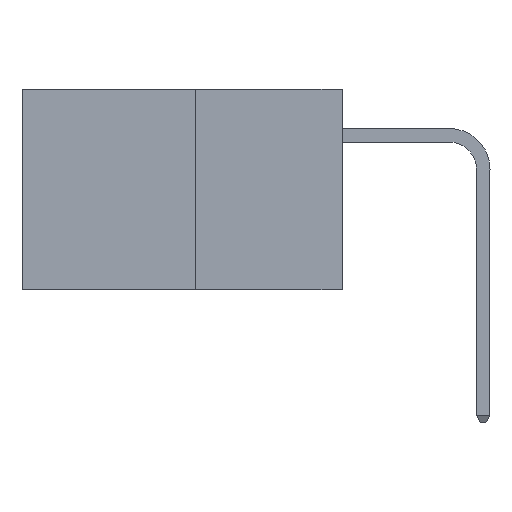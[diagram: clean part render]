
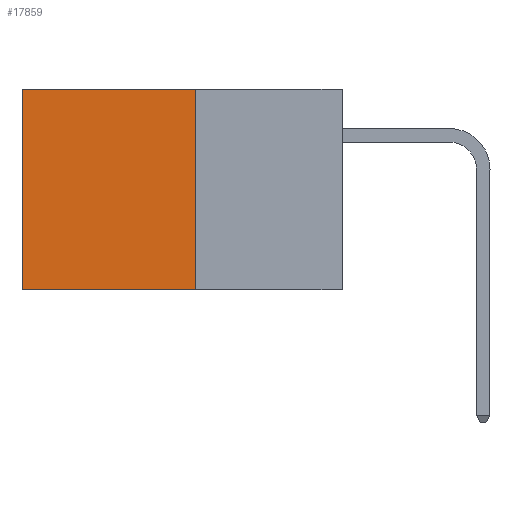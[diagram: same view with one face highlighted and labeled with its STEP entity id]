
A CAD part, left-side view. The second image highlights one B-rep face of the part: STEP entity #17859.
In plain terms, the highlighted planar face has unit normal (-1, 0, 0).
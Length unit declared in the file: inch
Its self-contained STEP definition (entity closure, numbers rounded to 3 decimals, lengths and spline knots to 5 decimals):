
#309 = ORIENTED_EDGE ( 'NONE', *, *, #9730, .T. ) ;
#535 = ORIENTED_EDGE ( 'NONE', *, *, #681, .F. ) ;
#681 = EDGE_CURVE ( 'NONE', #1545, #17689, #1865, .T. ) ;
#768 = FACE_OUTER_BOUND ( 'NONE', #17294, .T. ) ;
#778 = CARTESIAN_POINT ( 'NONE',  ( 0.277, 0.27, -0.37 ) ) ;
#1545 = VERTEX_POINT ( 'NONE', #15183 ) ;
#1865 = LINE ( 'NONE', #4162, #2332 ) ;
#1966 = LINE ( 'NONE', #14230, #17629 ) ;
#2244 = VECTOR ( 'NONE', #11076, 39.37008 ) ;
#2332 = VECTOR ( 'NONE', #4098, 39.37008 ) ;
#2636 = VECTOR ( 'NONE', #8360, 39.37008 ) ;
#4098 = DIRECTION ( 'NONE',  ( 0., 1., 0. ) ) ;
#4162 = CARTESIAN_POINT ( 'NONE',  ( 0.277, 0.27, -0.37 ) ) ;
#4637 = CARTESIAN_POINT ( 'NONE',  ( 0.277, 0.27, 0. ) ) ;
#5680 = EDGE_CURVE ( 'NONE', #14909, #1545, #6181, .T. ) ;
#6181 = LINE ( 'NONE', #778, #2244 ) ;
#7171 = DIRECTION ( 'NONE',  ( 0., 0., -1. ) ) ;
#7848 = EDGE_CURVE ( 'NONE', #14909, #16635, #9059, .T. ) ;
#8360 = DIRECTION ( 'NONE',  ( 0., 1., 0. ) ) ;
#8552 = CARTESIAN_POINT ( 'NONE',  ( 0.277, 0.59, 0. ) ) ;
#9059 = LINE ( 'NONE', #17190, #2636 ) ;
#9667 = CARTESIAN_POINT ( 'NONE',  ( 0.277, 0.59, -0.37 ) ) ;
#9730 = EDGE_CURVE ( 'NONE', #16635, #17689, #1966, .T. ) ;
#10045 = CARTESIAN_POINT ( 'NONE',  ( 0.277, 0.27, -0.37 ) ) ;
#11076 = DIRECTION ( 'NONE',  ( 0., 0., -1. ) ) ;
#11256 = DIRECTION ( 'NONE',  ( 0., 0., -1. ) ) ;
#13006 = PLANE ( 'NONE',  #14541 ) ;
#14230 = CARTESIAN_POINT ( 'NONE',  ( 0.277, 0.59, -0.37 ) ) ;
#14456 = ORIENTED_EDGE ( 'NONE', *, *, #7848, .T. ) ;
#14541 = AXIS2_PLACEMENT_3D ( 'NONE', #10045, #15997, #7171 ) ;
#14909 = VERTEX_POINT ( 'NONE', #4637 ) ;
#15183 = CARTESIAN_POINT ( 'NONE',  ( 0.277, 0.27, -0.37 ) ) ;
#15997 = DIRECTION ( 'NONE',  ( 1., 0., 0. ) ) ;
#16082 = ORIENTED_EDGE ( 'NONE', *, *, #5680, .F. ) ;
#16635 = VERTEX_POINT ( 'NONE', #8552 ) ;
#17190 = CARTESIAN_POINT ( 'NONE',  ( 0.277, 0.27, 0. ) ) ;
#17294 = EDGE_LOOP ( 'NONE', ( #309, #535, #16082, #14456 ) ) ;
#17629 = VECTOR ( 'NONE', #11256, 39.37008 ) ;
#17689 = VERTEX_POINT ( 'NONE', #9667 ) ;
#17859 = ADVANCED_FACE ( 'NONE', ( #768 ), #13006, .F. ) ;
